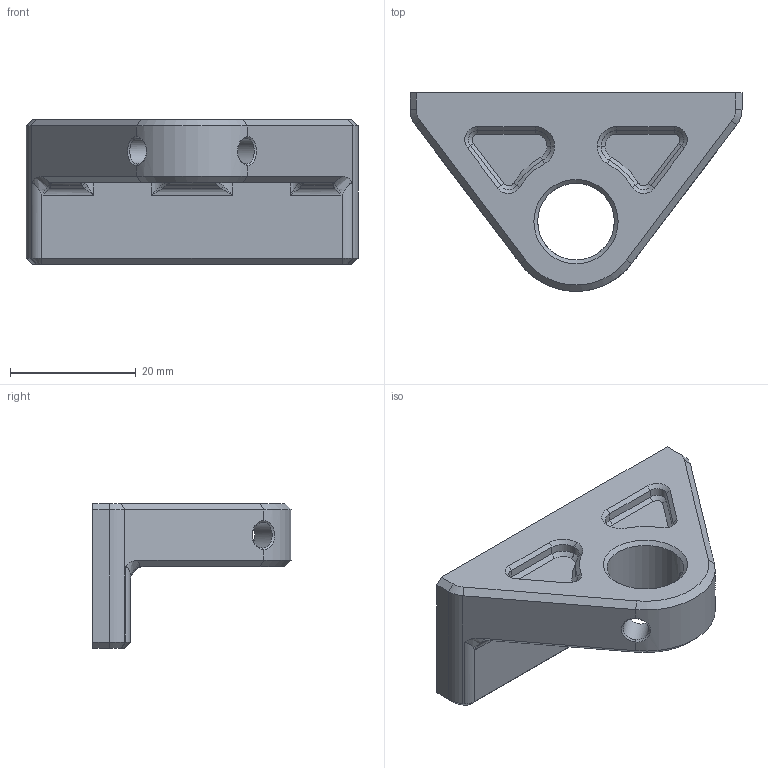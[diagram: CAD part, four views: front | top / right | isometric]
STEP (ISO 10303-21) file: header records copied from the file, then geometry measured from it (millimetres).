
FILE_DESCRIPTION(/* description */ ('electronics_panel_rod_mount'),/* implementation_level */ '2;1');
FILE_NAME(/* name */ 'electronics_panel_rod_mount_ML.stp',/* time_stamp */ '2026-01-09T16:54:46+11:00',/* author */ ('blk_master'),/* organization */ (''),/* preprocessor_version */ 'ST-DEVELOPER v20.1',/* originating_system */ 'Autodesk Inventor 2026',/* authorisation */ '');
FILE_SCHEMA (('AUTOMOTIVE_DESIGN { 1 0 10303 214 3 1 1 }'));
Length unit declared in the file: millimetre
Products named in the file (1): electronics_panel_rod_mount
Bounding box: 52.8 x 31.56 x 23 mm (x, y, z)
Volume: 12333 mm3; surface area: 5628.4 mm2
Topology: 1 solids, 1 shells, 171 faces, 403 edges, 233 vertices
Faces by surface type: plane 62, cone 52, cylinder 39, bspline 18
Full cylindrical faces by diameter (mm): 4.1 x5, 12.2 x1
Entity records: 6211 total; most frequent: CARTESIAN_POINT 2318, ORIENTED_EDGE 798, DIRECTION 794, EDGE_CURVE 399, AXIS2_PLACEMENT_3D 280, LINE 234, VECTOR 234, VERTEX_POINT 233
